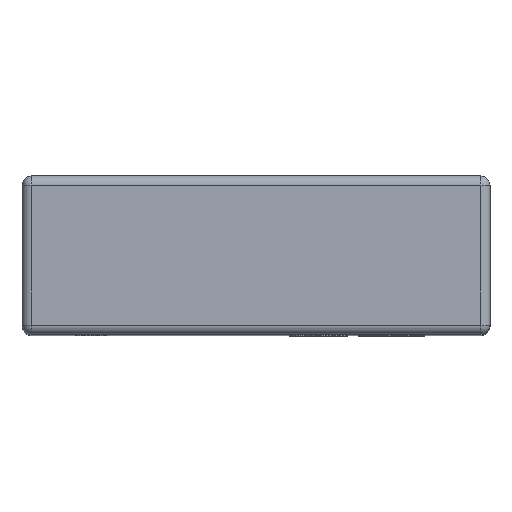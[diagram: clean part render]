
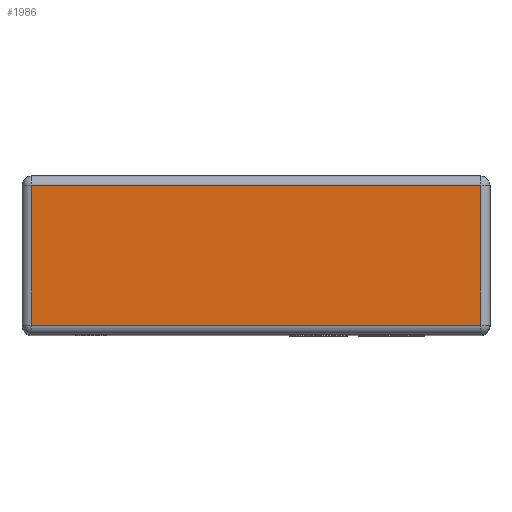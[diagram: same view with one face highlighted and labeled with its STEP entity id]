
A CAD part, top view. The second image highlights one B-rep face of the part: STEP entity #1986.
In plain terms, the highlighted planar face has unit normal (0, 0, 1).
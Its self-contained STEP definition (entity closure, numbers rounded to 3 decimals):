
#211 = CARTESIAN_POINT ( 'NONE',  ( -3.595, 1.12, 9.13 ) ) ;
#1515 = CARTESIAN_POINT ( 'NONE',  ( -3.595, -1.27, 9.13 ) ) ;
#1634 = DIRECTION ( 'NONE',  ( 0., -1., 0. ) ) ;
#1654 = FACE_OUTER_BOUND ( 'NONE', #11413, .T. ) ;
#1902 = CARTESIAN_POINT ( 'NONE',  ( -3.595, -1.12, 9.13 ) ) ;
#1986 = ADVANCED_FACE ( 'NONE', ( #1654 ), #9145, .T. ) ;
#2712 = DIRECTION ( 'NONE',  ( 0., 0., 1. ) ) ;
#2940 = DIRECTION ( 'NONE',  ( -1., 0., 0. ) ) ;
#3104 = CARTESIAN_POINT ( 'NONE',  ( 3.595, -1.12, 9.13 ) ) ;
#3108 = AXIS2_PLACEMENT_3D ( 'NONE', #11335, #2712, #10445 ) ;
#3500 = ORIENTED_EDGE ( 'NONE', *, *, #10561, .T. ) ;
#3503 = DIRECTION ( 'NONE',  ( 0., 1., 0. ) ) ;
#3760 = VERTEX_POINT ( 'NONE', #1902 ) ;
#3837 = EDGE_CURVE ( 'NONE', #3760, #11388, #9684, .T. ) ;
#4089 = EDGE_CURVE ( 'NONE', #9081, #6773, #5842, .T. ) ;
#4273 = ORIENTED_EDGE ( 'NONE', *, *, #4729, .T. ) ;
#4729 = EDGE_CURVE ( 'NONE', #6773, #3760, #12298, .T. ) ;
#4848 = CARTESIAN_POINT ( 'NONE',  ( -3.745, 1.12, 9.13 ) ) ;
#5509 = VECTOR ( 'NONE', #1634, 1000. ) ;
#5842 = LINE ( 'NONE', #4848, #7504 ) ;
#6155 = CARTESIAN_POINT ( 'NONE',  ( 3.745, -1.12, 9.13 ) ) ;
#6436 = CARTESIAN_POINT ( 'NONE',  ( 3.595, 1.27, 9.13 ) ) ;
#6450 = ORIENTED_EDGE ( 'NONE', *, *, #4089, .T. ) ;
#6773 = VERTEX_POINT ( 'NONE', #211 ) ;
#6925 = DIRECTION ( 'NONE',  ( 1., 0., 0. ) ) ;
#7504 = VECTOR ( 'NONE', #2940, 1000. ) ;
#7874 = CARTESIAN_POINT ( 'NONE',  ( 3.595, 1.12, 9.13 ) ) ;
#8796 = VECTOR ( 'NONE', #3503, 1000. ) ;
#8856 = ORIENTED_EDGE ( 'NONE', *, *, #3837, .T. ) ;
#9081 = VERTEX_POINT ( 'NONE', #7874 ) ;
#9145 = PLANE ( 'NONE',  #3108 ) ;
#9684 = LINE ( 'NONE', #6155, #11256 ) ;
#10032 = LINE ( 'NONE', #6436, #8796 ) ;
#10445 = DIRECTION ( 'NONE',  ( 1., 0., 0. ) ) ;
#10561 = EDGE_CURVE ( 'NONE', #11388, #9081, #10032, .T. ) ;
#11256 = VECTOR ( 'NONE', #6925, 1000. ) ;
#11335 = CARTESIAN_POINT ( 'NONE',  ( 0., 0., 9.13 ) ) ;
#11388 = VERTEX_POINT ( 'NONE', #3104 ) ;
#11413 = EDGE_LOOP ( 'NONE', ( #4273, #8856, #3500, #6450 ) ) ;
#12298 = LINE ( 'NONE', #1515, #5509 ) ;
